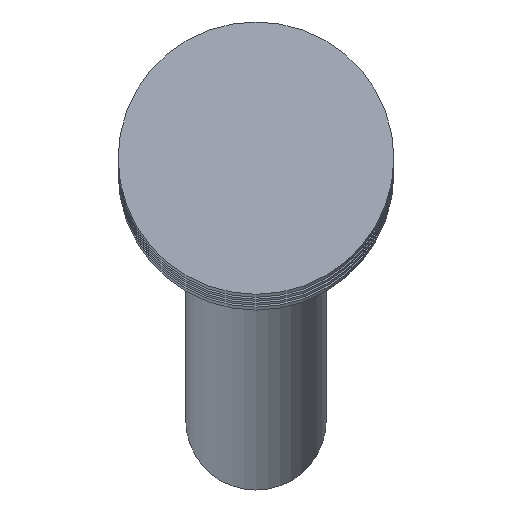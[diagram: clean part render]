
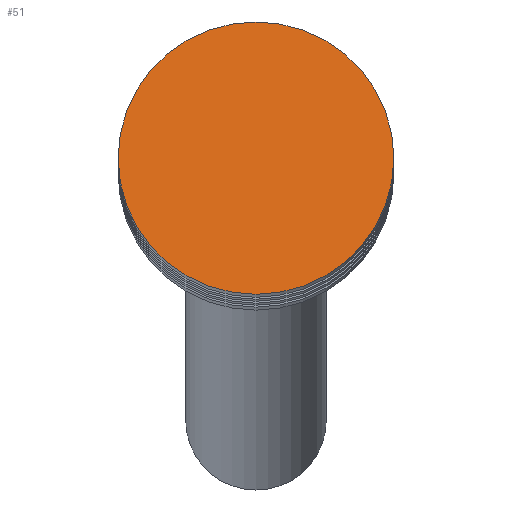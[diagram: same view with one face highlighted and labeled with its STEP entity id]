
A CAD part, top view. The second image highlights one B-rep face of the part: STEP entity #51.
In plain terms, the highlighted planar face has unit normal (0, 0.156, 0.988).
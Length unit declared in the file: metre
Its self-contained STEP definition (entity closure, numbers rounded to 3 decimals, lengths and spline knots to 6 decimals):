
#51 = ADVANCED_FACE( '', ( #107 ), #108, .T. );
#107 = FACE_OUTER_BOUND( '', #164, .T. );
#108 = PLANE( '', #165 );
#164 = EDGE_LOOP( '', ( #229 ) );
#165 = AXIS2_PLACEMENT_3D( '', #230, #231, #232 );
#229 = ORIENTED_EDGE( '', *, *, #267, .T. );
#230 = CARTESIAN_POINT( '', ( 0., -2.54797, 1.718416 ) );
#231 = DIRECTION( '', ( 0., 0.156, 0.988 ) );
#232 = DIRECTION( '', ( 1., 0., 0. ) );
#267 = EDGE_CURVE( '', #294, #294, #295, .T. );
#294 = VERTEX_POINT( '', #331 );
#295 = CIRCLE( '', #332, 0.034925 );
#331 = CARTESIAN_POINT( '', ( 0., -2.58247, 1.723851 ) );
#332 = AXIS2_PLACEMENT_3D( '', #368, #369, #370 );
#368 = CARTESIAN_POINT( '', ( 0., -2.54797, 1.718416 ) );
#369 = DIRECTION( '', ( 0., 0.156, 0.988 ) );
#370 = DIRECTION( '', ( 0., -0.988, 0.156 ) );
